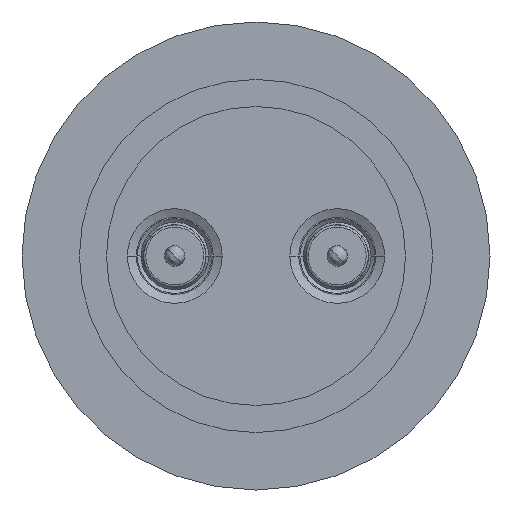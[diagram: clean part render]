
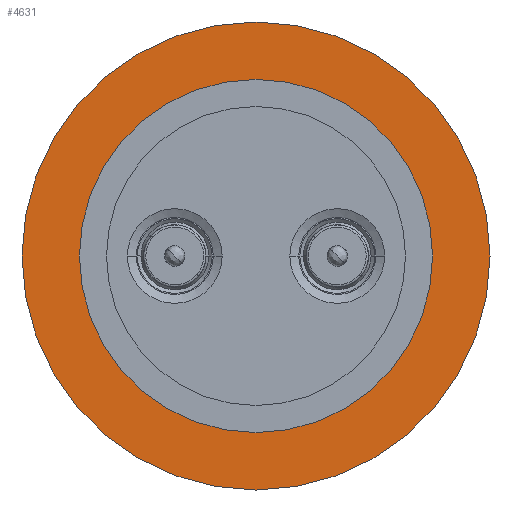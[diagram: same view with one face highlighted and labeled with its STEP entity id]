
A CAD part, front view. The second image highlights one B-rep face of the part: STEP entity #4631.
In plain terms, the highlighted planar face has unit normal (0, -1, 0).
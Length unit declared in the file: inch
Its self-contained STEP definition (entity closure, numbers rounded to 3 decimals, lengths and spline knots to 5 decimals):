
#28 = CARTESIAN_POINT ( 'NONE',  ( 0., 0., 0. ) ) ;
#29 = DIRECTION ( 'NONE',  ( 0., -1., 0. ) ) ;
#30 = DIRECTION ( 'NONE',  ( -1., 0., 0. ) ) ;
#124 = CARTESIAN_POINT ( 'NONE',  ( 0., 0., 0. ) ) ;
#125 = DIRECTION ( 'NONE',  ( 0., 1., 0. ) ) ;
#126 = DIRECTION ( 'NONE',  ( 1., 0., 0. ) ) ;
#530 = FACE_OUTER_BOUND ( 'NONE', #709, .T. ) ;
#539 = FACE_BOUND ( 'NONE', #2291, .T. ) ;
#709 = EDGE_LOOP ( 'NONE', ( #4292, #4293 ) ) ;
#775 = CARTESIAN_POINT ( 'NONE',  ( 0., 0., 0. ) ) ;
#776 = DIRECTION ( 'NONE',  ( 0., -1., 0. ) ) ;
#777 = DIRECTION ( 'NONE',  ( -1., 0., 0. ) ) ;
#1288 = CIRCLE ( 'NONE', #2809, 1.08 ) ;
#1361 = CIRCLE ( 'NONE', #2773, 1.08 ) ;
#1480 = CIRCLE ( 'NONE', #5944, 0.815 ) ;
#2291 = EDGE_LOOP ( 'NONE', ( #4290, #4291 ) ) ;
#2773 = AXIS2_PLACEMENT_3D ( 'NONE', #5940, #5942, #5943 ) ;
#2809 = AXIS2_PLACEMENT_3D ( 'NONE', #124, #125, #126 ) ;
#2828 = AXIS2_PLACEMENT_3D ( 'NONE', #28, #29, #30 ) ;
#2955 = CARTESIAN_POINT ( 'NONE',  ( 1.08, 0., 0. ) ) ;
#2978 = CARTESIAN_POINT ( 'NONE',  ( -1.08, 0., 0. ) ) ;
#3011 = CARTESIAN_POINT ( 'NONE',  ( -0.815, 0., 0. ) ) ;
#3633 = DIRECTION ( 'NONE',  ( 1., 0., 0. ) ) ;
#3634 = DIRECTION ( 'NONE',  ( 0., 1., 0. ) ) ;
#3639 = CARTESIAN_POINT ( 'NONE',  ( 0., 0., 0. ) ) ;
#3641 = PLANE ( 'NONE',  #4896 ) ;
#3690 = CARTESIAN_POINT ( 'NONE',  ( 0.815, 0., 0. ) ) ;
#3927 = VERTEX_POINT ( 'NONE', #3011 ) ;
#3937 = VERTEX_POINT ( 'NONE', #2978 ) ;
#3953 = VERTEX_POINT ( 'NONE', #2955 ) ;
#4211 = VERTEX_POINT ( 'NONE', #3690 ) ;
#4290 = ORIENTED_EDGE ( 'NONE', *, *, #5751, .F. ) ;
#4291 = ORIENTED_EDGE ( 'NONE', *, *, #5066, .F. ) ;
#4292 = ORIENTED_EDGE ( 'NONE', *, *, #5155, .F. ) ;
#4293 = ORIENTED_EDGE ( 'NONE', *, *, #5104, .F. ) ;
#4631 = ADVANCED_FACE ( 'NONE', ( #539, #530 ), #3641, .F. ) ;
#4896 = AXIS2_PLACEMENT_3D ( 'NONE', #3639, #3634, #3633 ) ;
#5066 = EDGE_CURVE ( 'NONE', #4211, #3927, #5476, .T. ) ;
#5104 = EDGE_CURVE ( 'NONE', #3953, #3937, #1288, .T. ) ;
#5155 = EDGE_CURVE ( 'NONE', #3937, #3953, #1361, .T. ) ;
#5476 = CIRCLE ( 'NONE', #2828, 0.815 ) ;
#5751 = EDGE_CURVE ( 'NONE', #3927, #4211, #1480, .T. ) ;
#5940 = CARTESIAN_POINT ( 'NONE',  ( 0., 0., 0. ) ) ;
#5942 = DIRECTION ( 'NONE',  ( 0., 1., 0. ) ) ;
#5943 = DIRECTION ( 'NONE',  ( 1., 0., 0. ) ) ;
#5944 = AXIS2_PLACEMENT_3D ( 'NONE', #775, #776, #777 ) ;
